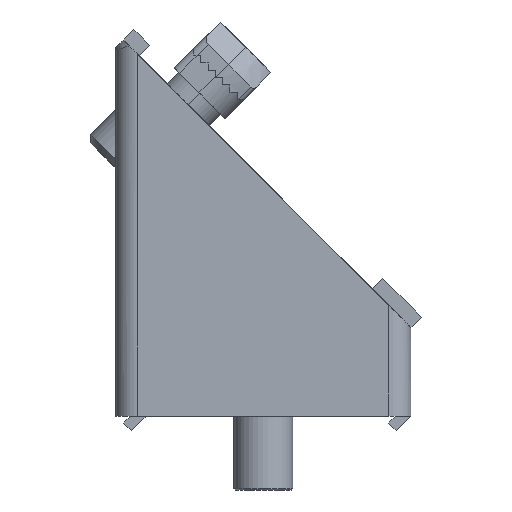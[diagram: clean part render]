
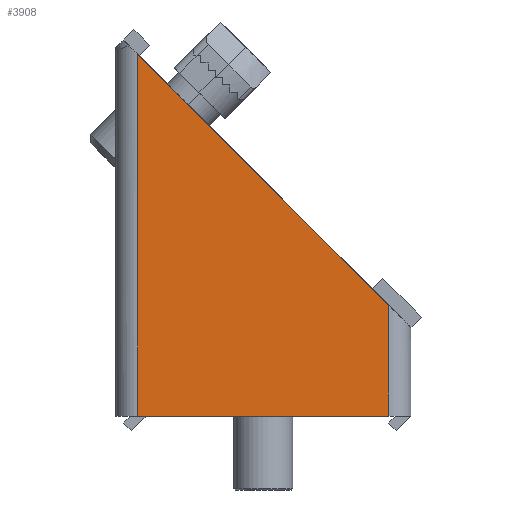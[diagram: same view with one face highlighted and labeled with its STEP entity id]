
A CAD part, left-side view. The second image highlights one B-rep face of the part: STEP entity #3908.
In plain terms, the highlighted planar face has unit normal (-1, 0, 0).
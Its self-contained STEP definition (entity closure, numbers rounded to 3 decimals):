
#441=DIRECTION('',(0.,0.,1.));
#442=VECTOR('',#441,49.);
#443=CARTESIAN_POINT('',(-20.,17.,0.));
#444=LINE('',#443,#442);
#780=DIRECTION('',(0.,1.,0.));
#781=VECTOR('',#780,34.);
#782=CARTESIAN_POINT('',(-20.,-17.,0.));
#783=LINE('',#782,#781);
#980=DIRECTION('',(0.,0.,-1.));
#981=VECTOR('',#980,15.);
#982=CARTESIAN_POINT('',(-20.,-17.,15.));
#983=LINE('',#982,#981);
#1000=DIRECTION('',(0.,0.707,0.707));
#1001=VECTOR('',#1000,48.083);
#1002=CARTESIAN_POINT('',(-20.,-17.,15.));
#1003=LINE('',#1002,#1001);
#2851=CARTESIAN_POINT('',(-20.,17.,0.));
#2852=CARTESIAN_POINT('',(-20.,17.,49.));
#2853=VERTEX_POINT('',#2851);
#2854=VERTEX_POINT('',#2852);
#2892=CARTESIAN_POINT('',(-20.,-17.,0.));
#2893=VERTEX_POINT('',#2892);
#2941=CARTESIAN_POINT('',(-20.,-17.,15.));
#2942=VERTEX_POINT('',#2941);
#3897=CARTESIAN_POINT('',(-20.,17.,52.));
#3898=DIRECTION('',(1.,0.,0.));
#3899=DIRECTION('',(0.,1.,0.));
#3900=AXIS2_PLACEMENT_3D('',#3897,#3898,#3899);
#3901=PLANE('',#3900);
#3902=ORIENTED_EDGE('',*,*,#3884,.T.);
#3903=ORIENTED_EDGE('',*,*,#3669,.T.);
#3904=ORIENTED_EDGE('',*,*,#3257,.T.);
#3905=ORIENTED_EDGE('',*,*,#3328,.F.);
#3906=EDGE_LOOP('',(#3902,#3903,#3904,#3905));
#3907=FACE_OUTER_BOUND('',#3906,.F.);
#3257=EDGE_CURVE('',#2853,#2854,#444,.T.);
#3328=EDGE_CURVE('',#2942,#2854,#1003,.T.);
#3669=EDGE_CURVE('',#2893,#2853,#783,.T.);
#3884=EDGE_CURVE('',#2942,#2893,#983,.T.);
#3908=ADVANCED_FACE('',(#3907),#3901,.F.);
